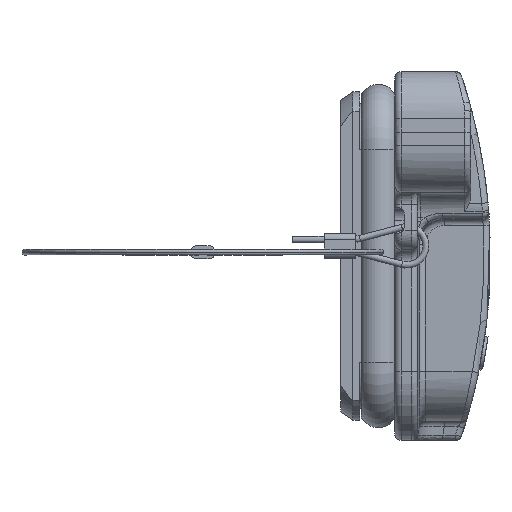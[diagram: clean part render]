
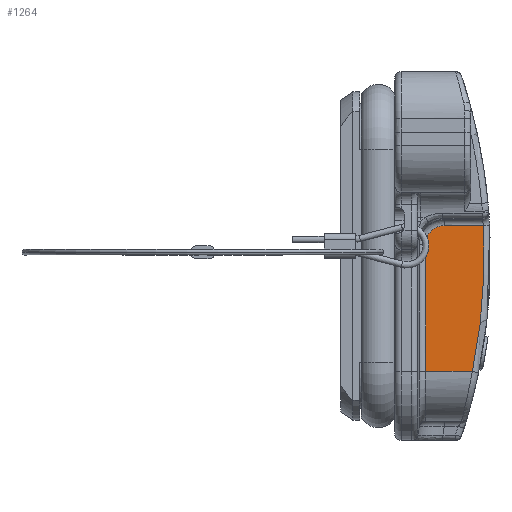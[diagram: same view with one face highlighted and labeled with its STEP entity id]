
A CAD part, left-side view. The second image highlights one B-rep face of the part: STEP entity #1264.
In plain terms, the highlighted planar face has unit normal (-1, 0, -0.018).
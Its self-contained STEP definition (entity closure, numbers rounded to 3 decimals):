
#412=CIRCLE('',#9246,89.027);
#824=PLANE('',#9248);
#1264=ADVANCED_FACE('',(#1947),#824,.F.);
#1947=FACE_OUTER_BOUND('',#2480,.T.);
#2480=EDGE_LOOP('',(#5348,#5349,#5350,#5351,#5352));
#2912=LINE('',#17590,#3298);
#2913=LINE('',#17601,#3299);
#2914=LINE('',#17603,#3300);
#3298=VECTOR('',#11015,1.);
#3299=VECTOR('',#11016,1.);
#3300=VECTOR('',#11017,1.);
#5348=ORIENTED_EDGE('',*,*,#7839,.F.);
#5349=ORIENTED_EDGE('',*,*,#7840,.F.);
#5350=ORIENTED_EDGE('',*,*,#7841,.F.);
#5351=ORIENTED_EDGE('',*,*,#7842,.T.);
#5352=ORIENTED_EDGE('',*,*,#7838,.F.);
#6650=VERTEX_POINT('',#17582);
#6651=VERTEX_POINT('',#17587);
#6652=VERTEX_POINT('',#17591);
#6653=VERTEX_POINT('',#17600);
#6654=VERTEX_POINT('',#17602);
#7838=EDGE_CURVE('',#6651,#6650,#412,.T.);
#7839=EDGE_CURVE('',#6652,#6651,#2912,.T.);
#7840=EDGE_CURVE('',#6653,#6652,#8535,.T.);
#7841=EDGE_CURVE('',#6654,#6653,#2913,.T.);
#7842=EDGE_CURVE('',#6654,#6650,#2914,.T.);
#8535=B_SPLINE_CURVE_WITH_KNOTS('',3,(#17592,#17593,#17594,#17595,#17596,
#17597,#17598,#17599),.UNSPECIFIED.,.F.,.F.,(4,1,1,1,1,4),(0.,0.2,0.4,0.6,
0.8,1.),.UNSPECIFIED.);
#9246=AXIS2_PLACEMENT_3D('',#17588,#11011,#11012);
#9248=AXIS2_PLACEMENT_3D('',#17604,#11018,#11019);
#11011=DIRECTION('',(1.,0.,0.017));
#11012=DIRECTION('',(-0.001,-0.999,0.054));
#11015=DIRECTION('',(0.,-1.,0.));
#11016=DIRECTION('',(-0.017,0.,1.));
#11017=DIRECTION('',(0.,-1.,0.));
#11018=DIRECTION('',(1.,0.,0.017));
#11019=DIRECTION('',(0.,1.,0.));
#17582=CARTESIAN_POINT('',(-51.283,87.785,-18.14));
#17587=CARTESIAN_POINT('',(-51.683,86.049,4.775));
#17588=CARTESIAN_POINT('',(-51.599,174.947,-0.017));
#17590=CARTESIAN_POINT('',(-51.683,92.194,4.775));
#17591=CARTESIAN_POINT('',(-51.683,92.194,4.775));
#17592=CARTESIAN_POINT('',(-51.631,95.153,1.817));
#17593=CARTESIAN_POINT('',(-51.637,95.149,2.136));
#17594=CARTESIAN_POINT('',(-51.647,95.054,2.74));
#17595=CARTESIAN_POINT('',(-51.662,94.632,3.589));
#17596=CARTESIAN_POINT('',(-51.674,93.968,4.253));
#17597=CARTESIAN_POINT('',(-51.681,93.119,4.676));
#17598=CARTESIAN_POINT('',(-51.683,92.513,4.772));
#17599=CARTESIAN_POINT('',(-51.683,92.194,4.775));
#17600=CARTESIAN_POINT('',(-51.631,95.153,1.817));
#17601=CARTESIAN_POINT('',(-51.283,95.153,-18.14));
#17602=CARTESIAN_POINT('',(-51.283,95.153,-18.14));
#17603=CARTESIAN_POINT('',(-51.283,95.153,-18.14));
#17604=CARTESIAN_POINT('',(-51.483,90.529,-6.682));
